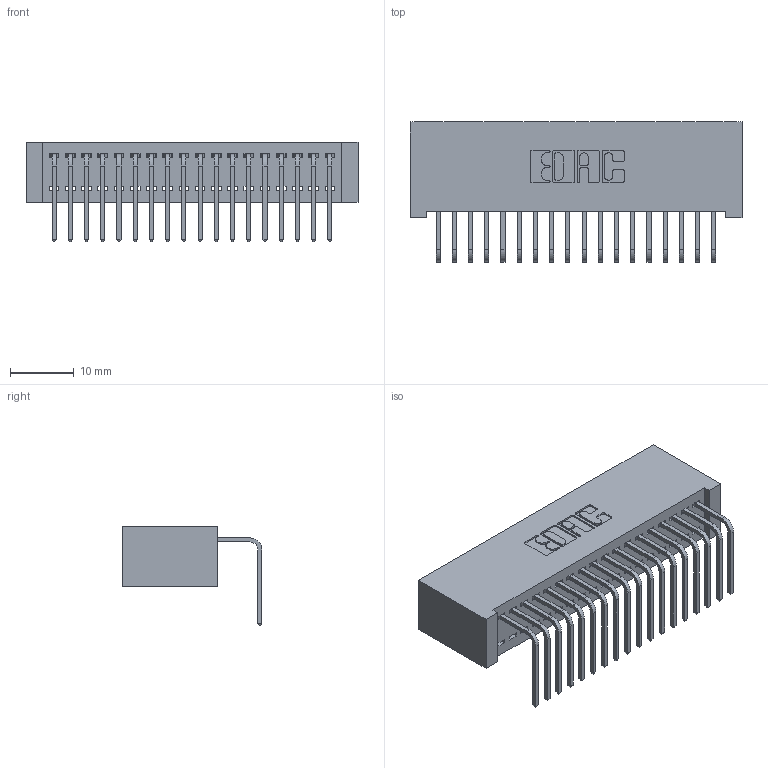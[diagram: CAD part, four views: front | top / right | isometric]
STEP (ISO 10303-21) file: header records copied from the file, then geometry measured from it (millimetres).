
FILE_DESCRIPTION (( 'STEP AP203' ), '1' );
FILE_NAME ('342-018-558-101.STEP', '2018-08-10T21:47:10', ( '' ), ( '' ), 'SwSTEP 2.0', 'SolidWorks 2016', '' );
FILE_SCHEMA (( 'CONFIG_CONTROL_DESIGN' ));
Length unit declared in the file: inch
Products named in the file (3): 342-018-558-101; 342 Part_Lugless; 345-292-001_558 Tail - 2
Assembly tree (19 placements, depth 2):
  342-018-558-101
    342 Part_Lugless
    345-292-001_558 Tail - 2  x18
Bounding box: 51.97 x 21.91 x 15.62 mm (x, y, z)
Volume: 4937.1 mm3; surface area: 7465.7 mm2
Topology: 19 solids, 19 shells, 1182 faces, 3551 edges, 2342 vertices
Faces by surface type: plane 854, cylinder 328
Entity records: 13783 total; most frequent: CARTESIAN_POINT 2388, ORIENTED_EDGE 2342, DIRECTION 2055, EDGE_CURVE 1171, VECTOR 1051, LINE 1051, VERTEX_POINT 778, AXIS2_PLACEMENT_3D 502
